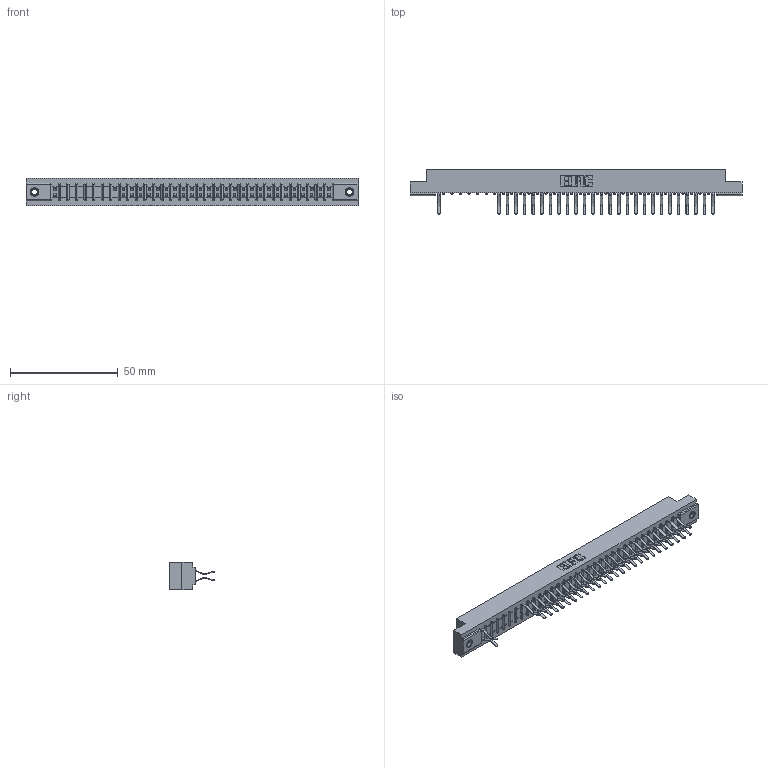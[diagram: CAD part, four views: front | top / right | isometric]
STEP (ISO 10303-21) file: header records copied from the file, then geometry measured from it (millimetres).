
FILE_DESCRIPTION (( 'STEP AP203' ), '1' );
FILE_NAME ('307-066-560-207.STEP', '2018-08-06T11:35:06', ( '' ), ( '' ), 'SwSTEP 2.0', 'SolidWorks 2016', '' );
FILE_SCHEMA (( 'CONFIG_CONTROL_DESIGN' ));
Length unit declared in the file: inch
Products named in the file (4): 307-066-560-207; 307 Part_.156 Dia Mounting Holes; 307-290-001_560; 345-250-001_345-250-005-103
Assembly tree (56 placements, depth 2):
  307-066-560-207
    307 Part_.156 Dia Mounting Holes
    307-290-001_560  x53
    345-250-001_345-250-005-103  x2
Bounding box: 153.77 x 20.73 x 12.7 mm (x, y, z)
Volume: 16172.2 mm3; surface area: 18889.7 mm2
Topology: 56 solids, 56 shells, 2992 faces, 8401 edges, 5430 vertices
Faces by surface type: plane 1929, cylinder 979, sphere 68, cone 12, torus 4
Entity records: 31329 total; most frequent: CARTESIAN_POINT 5167, ORIENTED_EDGE 5126, DIRECTION 5061, EDGE_CURVE 2563, LINE 1961, VECTOR 1961, VERTEX_POINT 1656, AXIS2_PLACEMENT_3D 1550
